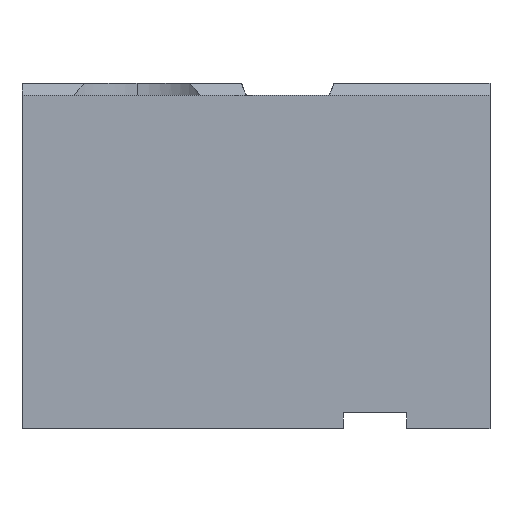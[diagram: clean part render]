
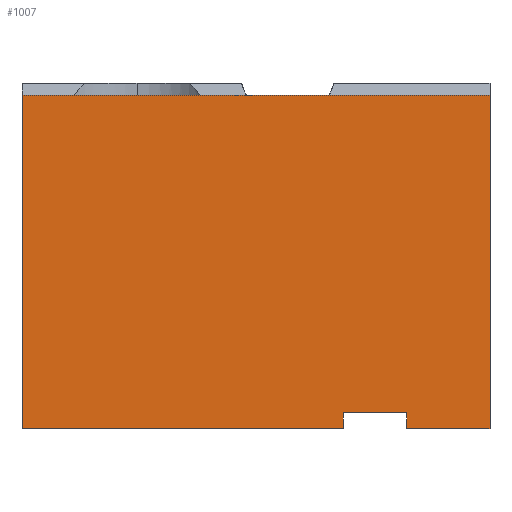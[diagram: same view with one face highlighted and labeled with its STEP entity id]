
A CAD part, left-side view. The second image highlights one B-rep face of the part: STEP entity #1007.
In plain terms, the highlighted planar face has unit normal (-1, 0, 0).
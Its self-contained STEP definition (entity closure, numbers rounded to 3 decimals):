
#3 = CARTESIAN_POINT ( 'NONE',  ( -15., 14.5, -30. ) ) ;
#13 = DIRECTION ( 'NONE',  ( 0., -1., 0. ) ) ;
#151 = VECTOR ( 'NONE', #2211, 1000. ) ;
#161 = VERTEX_POINT ( 'NONE', #1148 ) ;
#188 = ORIENTED_EDGE ( 'NONE', *, *, #2279, .T. ) ;
#194 = CARTESIAN_POINT ( 'NONE',  ( -15., -44.5, -30. ) ) ;
#217 = CARTESIAN_POINT ( 'NONE',  ( -15., 14.5, 12. ) ) ;
#287 = ORIENTED_EDGE ( 'NONE', *, *, #1549, .F. ) ;
#363 = AXIS2_PLACEMENT_3D ( 'NONE', #1443, #1107, #1289 ) ;
#378 = VECTOR ( 'NONE', #553, 1000. ) ;
#456 = VERTEX_POINT ( 'NONE', #2188 ) ;
#553 = DIRECTION ( 'NONE',  ( 0., 0., 1. ) ) ;
#569 = ORIENTED_EDGE ( 'NONE', *, *, #1062, .T. ) ;
#617 = LINE ( 'NONE', #217, #1242 ) ;
#682 = CARTESIAN_POINT ( 'NONE',  ( -15., -34., -30. ) ) ;
#692 = ORIENTED_EDGE ( 'NONE', *, *, #1084, .F. ) ;
#693 = VECTOR ( 'NONE', #1833, 1000. ) ;
#735 = CARTESIAN_POINT ( 'NONE',  ( -15., -26., -30. ) ) ;
#787 = DIRECTION ( 'NONE',  ( 0., 0., -1. ) ) ;
#812 = VECTOR ( 'NONE', #1650, 1000. ) ;
#845 = VECTOR ( 'NONE', #1652, 1000. ) ;
#863 = LINE ( 'NONE', #2048, #378 ) ;
#912 = VERTEX_POINT ( 'NONE', #1376 ) ;
#919 = CARTESIAN_POINT ( 'NONE',  ( -15., 14.5, -30. ) ) ;
#949 = CARTESIAN_POINT ( 'NONE',  ( -15., -34., -30. ) ) ;
#952 = CARTESIAN_POINT ( 'NONE',  ( -15., -26., -28. ) ) ;
#957 = EDGE_CURVE ( 'NONE', #1344, #2350, #2290, .T. ) ;
#975 = EDGE_CURVE ( 'NONE', #2105, #1006, #1915, .T. ) ;
#1006 = VERTEX_POINT ( 'NONE', #735 ) ;
#1007 = ADVANCED_FACE ( 'NONE', ( #2154 ), #2026, .T. ) ;
#1020 = LINE ( 'NONE', #1641, #812 ) ;
#1041 = VERTEX_POINT ( 'NONE', #1855 ) ;
#1062 = EDGE_CURVE ( 'NONE', #1041, #456, #2230, .T. ) ;
#1069 = VECTOR ( 'NONE', #787, 1000. ) ;
#1084 = EDGE_CURVE ( 'NONE', #912, #161, #617, .T. ) ;
#1107 = DIRECTION ( 'NONE',  ( -1., 0., 0. ) ) ;
#1148 = CARTESIAN_POINT ( 'NONE',  ( -15., -44.5, 12. ) ) ;
#1242 = VECTOR ( 'NONE', #13, 1000. ) ;
#1289 = DIRECTION ( 'NONE',  ( 0., -1., 0. ) ) ;
#1309 = EDGE_LOOP ( 'NONE', ( #287, #569, #1581, #1544, #188, #692, #1577, #1898 ) ) ;
#1344 = VERTEX_POINT ( 'NONE', #682 ) ;
#1357 = LINE ( 'NONE', #919, #693 ) ;
#1376 = CARTESIAN_POINT ( 'NONE',  ( -15., 14.5, 12. ) ) ;
#1443 = CARTESIAN_POINT ( 'NONE',  ( -15., 14.5, -30. ) ) ;
#1544 = ORIENTED_EDGE ( 'NONE', *, *, #957, .T. ) ;
#1549 = EDGE_CURVE ( 'NONE', #1041, #1006, #1020, .T. ) ;
#1577 = ORIENTED_EDGE ( 'NONE', *, *, #2309, .F. ) ;
#1581 = ORIENTED_EDGE ( 'NONE', *, *, #1703, .T. ) ;
#1641 = CARTESIAN_POINT ( 'NONE',  ( -15., -26., -30. ) ) ;
#1650 = DIRECTION ( 'NONE',  ( 0., 0., -1. ) ) ;
#1652 = DIRECTION ( 'NONE',  ( 0., -1., 0. ) ) ;
#1662 = CARTESIAN_POINT ( 'NONE',  ( -15., 14.5, -30. ) ) ;
#1679 = LINE ( 'NONE', #949, #1069 ) ;
#1703 = EDGE_CURVE ( 'NONE', #456, #1344, #1679, .T. ) ;
#1833 = DIRECTION ( 'NONE',  ( 0., 0., 1. ) ) ;
#1851 = VECTOR ( 'NONE', #2228, 1000. ) ;
#1855 = CARTESIAN_POINT ( 'NONE',  ( -15., -26., -28. ) ) ;
#1898 = ORIENTED_EDGE ( 'NONE', *, *, #975, .T. ) ;
#1915 = LINE ( 'NONE', #1662, #151 ) ;
#1992 = CARTESIAN_POINT ( 'NONE',  ( -15., 14.5, -30. ) ) ;
#2026 = PLANE ( 'NONE',  #363 ) ;
#2048 = CARTESIAN_POINT ( 'NONE',  ( -15., -44.5, -30. ) ) ;
#2105 = VERTEX_POINT ( 'NONE', #1992 ) ;
#2154 = FACE_OUTER_BOUND ( 'NONE', #1309, .T. ) ;
#2188 = CARTESIAN_POINT ( 'NONE',  ( -15., -34., -28. ) ) ;
#2211 = DIRECTION ( 'NONE',  ( 0., -1., 0. ) ) ;
#2228 = DIRECTION ( 'NONE',  ( 0., -1., 0. ) ) ;
#2230 = LINE ( 'NONE', #952, #1851 ) ;
#2279 = EDGE_CURVE ( 'NONE', #2350, #161, #863, .T. ) ;
#2290 = LINE ( 'NONE', #3, #845 ) ;
#2309 = EDGE_CURVE ( 'NONE', #2105, #912, #1357, .T. ) ;
#2350 = VERTEX_POINT ( 'NONE', #194 ) ;
